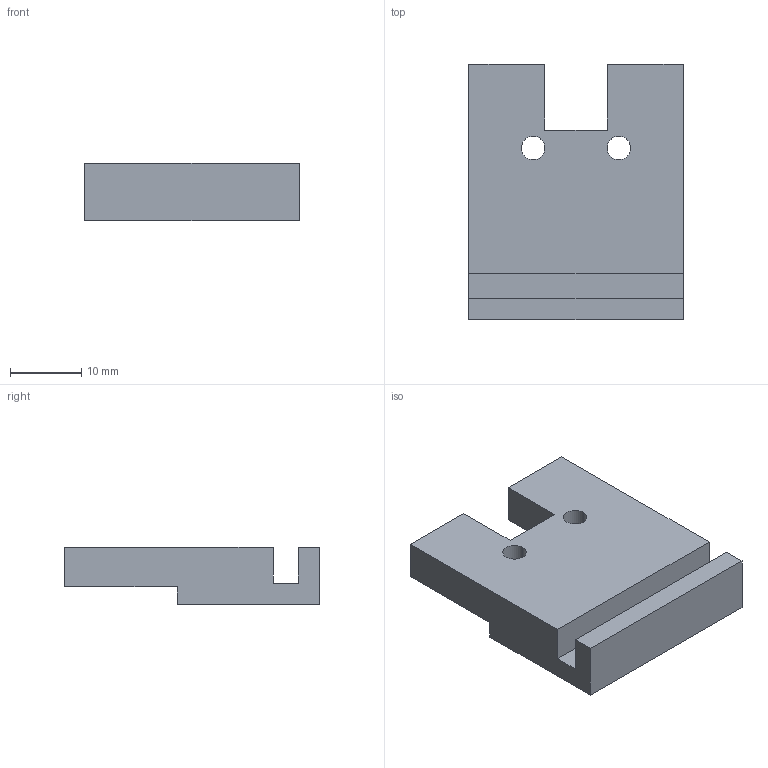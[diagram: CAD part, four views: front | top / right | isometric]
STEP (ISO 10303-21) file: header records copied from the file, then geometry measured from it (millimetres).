
FILE_DESCRIPTION (( 'STEP AP214' ), '1' );
FILE_NAME ('Support_lame_superieur.STEP', '2022-02-21T15:20:33', ( '' ), ( '' ), 'SwSTEP 2.0', 'SolidWorks 2019', '' );
FILE_SCHEMA (( 'AUTOMOTIVE_DESIGN' ));
Length unit declared in the file: millimetre
Products named in the file (1): Support_lame_superieur
Bounding box: 30 x 35.7 x 8 mm (x, y, z)
Volume: 6074.1 mm3; surface area: 3721.1 mm2
Topology: 1 solids, 1 shells, 28 faces, 74 edges, 46 vertices
Faces by surface type: plane 16, cylinder 8, cone 4
Entity records: 876 total; most frequent: CARTESIAN_POINT 145, DIRECTION 144, ORIENTED_EDGE 140, EDGE_CURVE 70, VECTOR 54, LINE 54, VERTEX_POINT 46, AXIS2_PLACEMENT_3D 45
